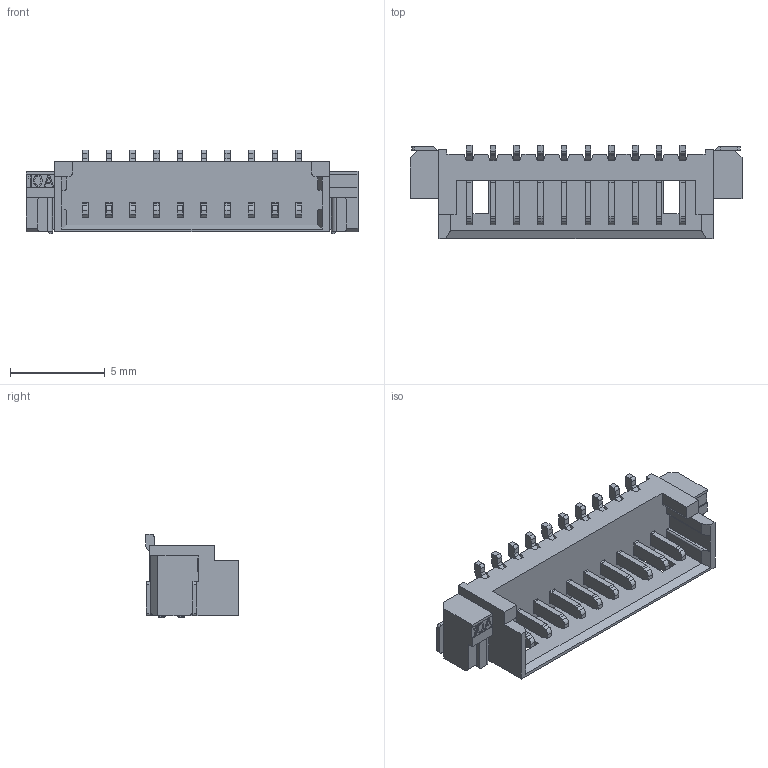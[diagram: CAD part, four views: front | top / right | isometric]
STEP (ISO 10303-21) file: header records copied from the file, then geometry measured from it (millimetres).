
FILE_DESCRIPTION((''),'2;1');
FILE_NAME('1_25-10P_3D_','2022-10-13T',('admin'),(''),'PRO/ENGINEER BY PARAMETRIC TECHNOLOGY CORPORATION, 2010280','PRO/ENGINEER BY PARAMETRIC TECHNOLOGY CORPORATION, 2010280','');
FILE_SCHEMA(('CONFIG_CONTROL_DESIGN'));
Length unit declared in the file: millimetre
Products named in the file (1): 1_25-10P_3D_
Bounding box: 17.5 x 4.9 x 4.41 mm (x, y, z)
Volume: 125 mm3; surface area: 511.5 mm2
Topology: 1 solids, 2 shells, 843 faces, 2667 edges, 1737 vertices
Faces by surface type: plane 559, cylinder 284
Entity records: 29872 total; most frequent: CARTESIAN_POINT 5700, ORIENTED_EDGE 5330, DIRECTION 4836, EDGE_CURVE 2667, VECTOR 2042, LINE 2042, VERTEX_POINT 1737, AXIS2_PLACEMENT_3D 1397
